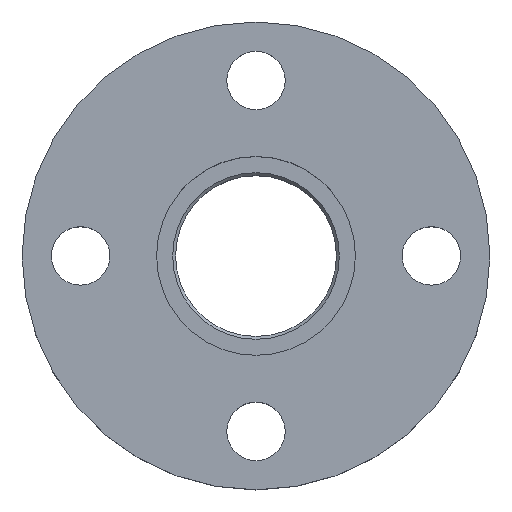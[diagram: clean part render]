
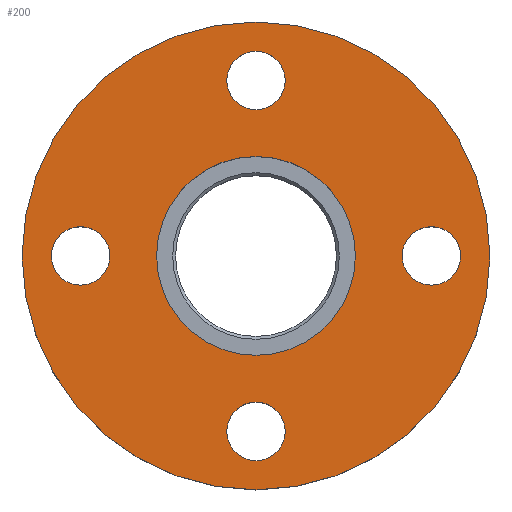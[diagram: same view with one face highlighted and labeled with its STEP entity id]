
A CAD part, top view. The second image highlights one B-rep face of the part: STEP entity #200.
In plain terms, the highlighted planar face has unit normal (0, 0, 1).
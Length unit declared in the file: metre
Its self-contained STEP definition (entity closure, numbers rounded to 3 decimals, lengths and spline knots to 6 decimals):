
#15=PLANE('',#232);
#23=ORIENTED_EDGE('',*,*,#61,.T.);
#24=ORIENTED_EDGE('',*,*,#62,.T.);
#25=ORIENTED_EDGE('',*,*,#63,.T.);
#26=ORIENTED_EDGE('',*,*,#64,.T.);
#27=ORIENTED_EDGE('',*,*,#57,.F.);
#28=ORIENTED_EDGE('',*,*,#59,.T.);
#57=EDGE_CURVE('',#76,#76,#95,.T.);
#59=EDGE_CURVE('',#78,#78,#97,.T.);
#61=EDGE_CURVE('',#80,#80,#99,.F.);
#62=EDGE_CURVE('',#81,#81,#100,.F.);
#63=EDGE_CURVE('',#82,#82,#101,.F.);
#64=EDGE_CURVE('',#83,#83,#102,.F.);
#76=VERTEX_POINT('',#333);
#78=VERTEX_POINT('',#338);
#80=VERTEX_POINT('',#343);
#81=VERTEX_POINT('',#345);
#82=VERTEX_POINT('',#347);
#83=VERTEX_POINT('',#349);
#95=CIRCLE('',#227,0.0034);
#97=CIRCLE('',#230,0.008);
#99=CIRCLE('',#233,0.001);
#100=CIRCLE('',#234,0.001);
#101=CIRCLE('',#235,0.001);
#102=CIRCLE('',#236,0.001);
#118=EDGE_LOOP('',(#23));
#119=EDGE_LOOP('',(#24));
#120=EDGE_LOOP('',(#25));
#121=EDGE_LOOP('',(#26));
#122=EDGE_LOOP('',(#27));
#123=EDGE_LOOP('',(#28));
#156=FACE_BOUND('',#118,.T.);
#157=FACE_BOUND('',#119,.T.);
#158=FACE_BOUND('',#120,.T.);
#159=FACE_BOUND('',#121,.T.);
#160=FACE_BOUND('',#122,.T.);
#161=FACE_BOUND('',#123,.T.);
#200=ADVANCED_FACE('',(#156,#157,#158,#159,#160,#161),#15,.T.);
#227=AXIS2_PLACEMENT_3D('',#332,#264,#265);
#230=AXIS2_PLACEMENT_3D('',#337,#270,#271);
#232=AXIS2_PLACEMENT_3D('',#341,#274,#275);
#233=AXIS2_PLACEMENT_3D('',#342,#276,#277);
#234=AXIS2_PLACEMENT_3D('',#344,#278,#279);
#235=AXIS2_PLACEMENT_3D('',#346,#280,#281);
#236=AXIS2_PLACEMENT_3D('',#348,#282,#283);
#264=DIRECTION('',(0.,0.,1.));
#265=DIRECTION('',(1.,0.,0.));
#270=DIRECTION('',(0.,0.,1.));
#271=DIRECTION('',(1.,0.,0.));
#274=DIRECTION('',(0.,0.,1.));
#275=DIRECTION('',(1.,0.,0.));
#276=DIRECTION('',(0.,0.,1.));
#277=DIRECTION('',(1.,0.,0.));
#278=DIRECTION('',(0.,0.,1.));
#279=DIRECTION('',(1.,0.,0.));
#280=DIRECTION('',(0.,0.,1.));
#281=DIRECTION('',(1.,0.,0.));
#282=DIRECTION('',(0.,0.,1.));
#283=DIRECTION('',(1.,0.,0.));
#332=CARTESIAN_POINT('',(0.,0.,0.0028));
#333=CARTESIAN_POINT('',(0.0034,0.,0.0028));
#337=CARTESIAN_POINT('',(0.,0.,0.0028));
#338=CARTESIAN_POINT('',(0.008,0.,0.0028));
#341=CARTESIAN_POINT('',(0.,0.,0.0028));
#342=CARTESIAN_POINT('',(0.,-0.006,0.0028));
#343=CARTESIAN_POINT('',(0.001,-0.006,0.0028));
#344=CARTESIAN_POINT('',(-0.006,0.,0.0028));
#345=CARTESIAN_POINT('',(-0.005,0.,0.0028));
#346=CARTESIAN_POINT('',(0.006,0.,0.0028));
#347=CARTESIAN_POINT('',(0.007,0.,0.0028));
#348=CARTESIAN_POINT('',(0.,0.006,0.0028));
#349=CARTESIAN_POINT('',(0.001,0.006,0.0028));
